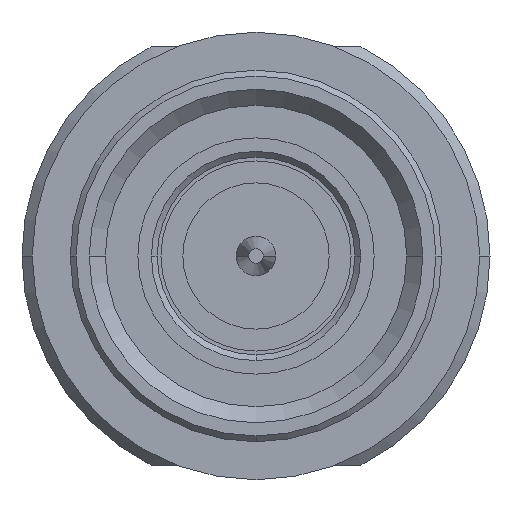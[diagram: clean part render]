
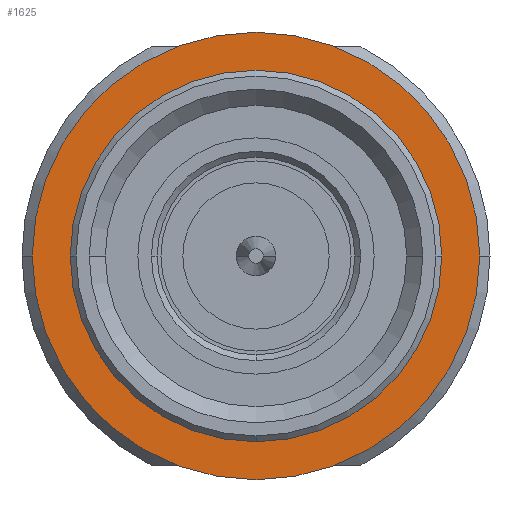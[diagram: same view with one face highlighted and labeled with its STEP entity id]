
A CAD part, left-side view. The second image highlights one B-rep face of the part: STEP entity #1625.
In plain terms, the highlighted planar face has unit normal (-1, 0, 0).
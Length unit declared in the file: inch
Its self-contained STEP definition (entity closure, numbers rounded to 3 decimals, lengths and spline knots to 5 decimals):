
#132 = DIRECTION ( 'NONE',  ( 0., 1., 0. ) ) ;
#460 = PLANE ( 'NONE',  #2077 ) ;
#491 = DIRECTION ( 'NONE',  ( 0., 0., 1. ) ) ;
#577 = EDGE_CURVE ( 'NONE', #2875, #5466, #3336, .T. ) ;
#683 = ORIENTED_EDGE ( 'NONE', *, *, #577, .T. ) ;
#809 = DIRECTION ( 'NONE',  ( 0., 1., 0. ) ) ;
#928 = FACE_OUTER_BOUND ( 'NONE', #4136, .T. ) ;
#950 = DIRECTION ( 'NONE',  ( -1., 0., 0. ) ) ;
#1026 = CARTESIAN_POINT ( 'NONE',  ( 0.05906, -0.25, 0. ) ) ;
#1127 = AXIS2_PLACEMENT_3D ( 'NONE', #3268, #950, #2425 ) ;
#1200 = EDGE_CURVE ( 'NONE', #6157, #5282, #4989, .T. ) ;
#1363 = DIRECTION ( 'NONE',  ( 0., 1., 0. ) ) ;
#1625 = ADVANCED_FACE ( 'NONE', ( #3787, #928 ), #460, .T. ) ;
#1849 = ORIENTED_EDGE ( 'NONE', *, *, #5128, .T. ) ;
#2077 = AXIS2_PLACEMENT_3D ( 'NONE', #2874, #4799, #491 ) ;
#2082 = AXIS2_PLACEMENT_3D ( 'NONE', #2290, #4752, #809 ) ;
#2158 = ORIENTED_EDGE ( 'NONE', *, *, #1200, .F. ) ;
#2203 = CARTESIAN_POINT ( 'NONE',  ( 0.05906, 0., 0. ) ) ;
#2277 = EDGE_CURVE ( 'NONE', #2875, #5466, #2347, .T. ) ;
#2290 = CARTESIAN_POINT ( 'NONE',  ( 0.05906, 0., 0. ) ) ;
#2347 = CIRCLE ( 'NONE', #1127, 0.25 ) ;
#2425 = DIRECTION ( 'NONE',  ( 0., 1., 0. ) ) ;
#2549 = CARTESIAN_POINT ( 'NONE',  ( 0.05906, 0.30118, 0. ) ) ;
#2875 = VERTEX_POINT ( 'NONE', #5649 ) ;
#2874 = CARTESIAN_POINT ( 'NONE',  ( 0.05906, 0., 0. ) ) ;
#3071 = CARTESIAN_POINT ( 'NONE',  ( 0.05906, -0.30118, 0. ) ) ;
#3268 = CARTESIAN_POINT ( 'NONE',  ( 0.05906, 0., 0. ) ) ;
#3336 = CIRCLE ( 'NONE', #3842, 0.25 ) ;
#3672 = ORIENTED_EDGE ( 'NONE', *, *, #2277, .F. ) ;
#3787 = FACE_BOUND ( 'NONE', #4647, .T. ) ;
#3842 = AXIS2_PLACEMENT_3D ( 'NONE', #2203, #4633, #1363 ) ;
#4136 = EDGE_LOOP ( 'NONE', ( #1849, #2158 ) ) ;
#4633 = DIRECTION ( 'NONE',  ( 1., 0., 0. ) ) ;
#4647 = EDGE_LOOP ( 'NONE', ( #683, #3672 ) ) ;
#4752 = DIRECTION ( 'NONE',  ( 1., 0., 0. ) ) ;
#4799 = DIRECTION ( 'NONE',  ( -1., 0., 0. ) ) ;
#4989 = CIRCLE ( 'NONE', #2082, 0.30118 ) ;
#5128 = EDGE_CURVE ( 'NONE', #6157, #5282, #5816, .T. ) ;
#5206 = AXIS2_PLACEMENT_3D ( 'NONE', #5822, #5882, #132 ) ;
#5282 = VERTEX_POINT ( 'NONE', #3071 ) ;
#5466 = VERTEX_POINT ( 'NONE', #1026 ) ;
#5649 = CARTESIAN_POINT ( 'NONE',  ( 0.05906, 0.25, 0. ) ) ;
#5816 = CIRCLE ( 'NONE', #5206, 0.30118 ) ;
#5822 = CARTESIAN_POINT ( 'NONE',  ( 0.05906, 0., 0. ) ) ;
#5882 = DIRECTION ( 'NONE',  ( -1., 0., 0. ) ) ;
#6157 = VERTEX_POINT ( 'NONE', #2549 ) ;
